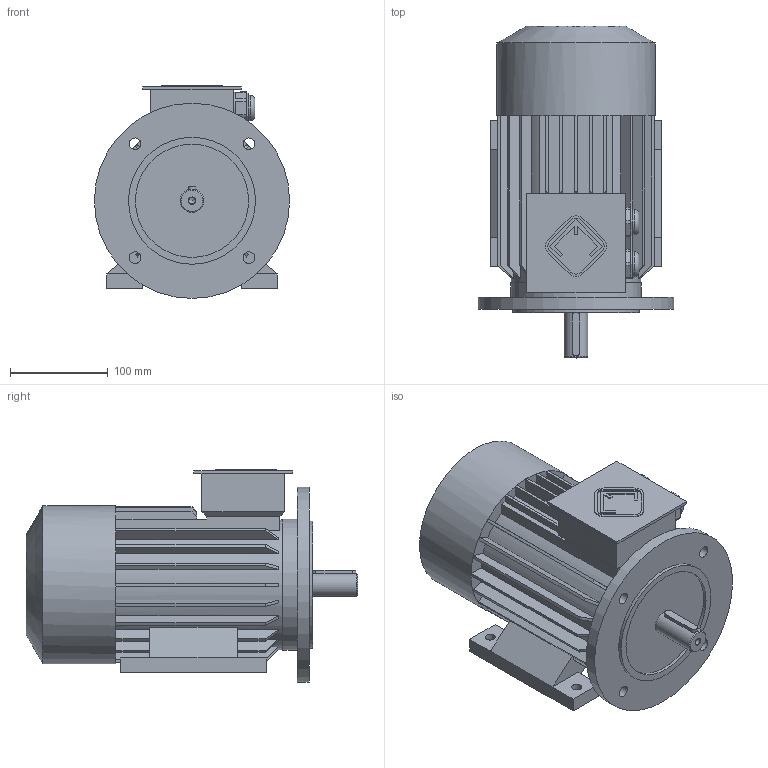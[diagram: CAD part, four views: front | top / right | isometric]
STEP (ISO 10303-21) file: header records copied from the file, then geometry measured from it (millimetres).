
FILE_DESCRIPTION(/* description */ ('Unknown'),/* implementation_level */ '2;1');
FILE_NAME(/* name */ 'AIS90L_В35',/* time_stamp */ '2021-03-23T13:24:57+03:00',/* author */ ('Unknown'),/* organization */ ('Unknown'),/* preprocessor_version */ 'ST-DEVELOPER v16',/* originating_system */ 'DEX',/* authorisation */ $);
FILE_SCHEMA (('AUTOMOTIVE_DESIGN {1 0 10303 214 3 1 1}'));
Length unit declared in the file: millimetre
Products named in the file (1): AIS90L_ﾂ35
Bounding box: 200 x 340 x 218 mm (x, y, z)
Volume: 5682214 mm3; surface area: 361903.3 mm2
Topology: 1 solids, 1 shells, 283 faces, 786 edges, 516 vertices
Faces by surface type: plane 200, cylinder 57, cone 24, torus 2
Full cylindrical faces by diameter (mm): 6.647 x2, 10 x4, 12 x4, 24 x1, 26.138 x2, 33 x2, 116 x1, 130 x1, 133 x1, 134 x1, 162 x1, 200 x1
Entity records: 11001 total; most frequent: CARTESIAN_POINT 1849, ORIENTED_EDGE 1476, DIRECTION 1471, EDGE_CURVE 738, VERTEX_POINT 497, AXIS2_PLACEMENT_3D 493, LINE 485, VECTOR 485
